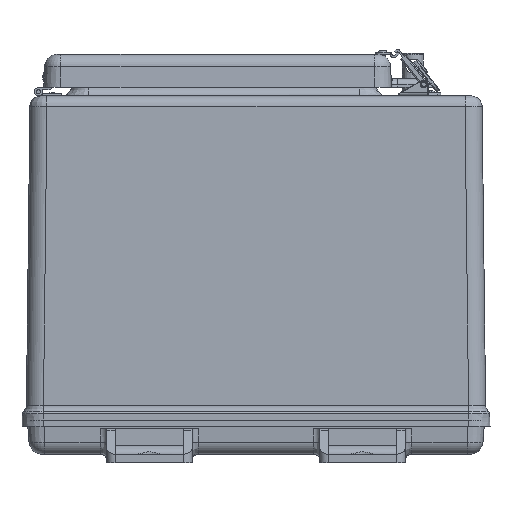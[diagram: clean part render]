
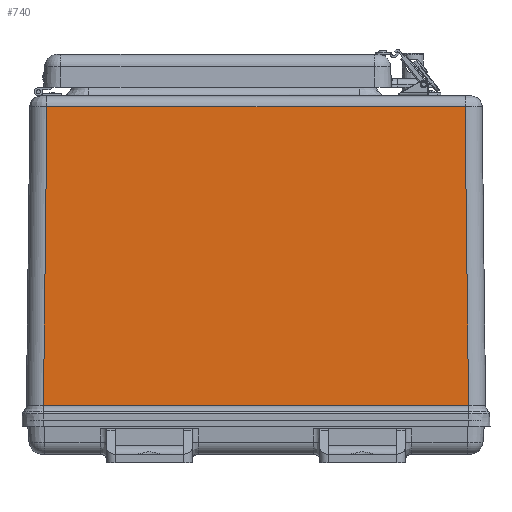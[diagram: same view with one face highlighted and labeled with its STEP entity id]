
A CAD part, front view. The second image highlights one B-rep face of the part: STEP entity #740.
In plain terms, the highlighted planar face has unit normal (0, -1, 0.012).
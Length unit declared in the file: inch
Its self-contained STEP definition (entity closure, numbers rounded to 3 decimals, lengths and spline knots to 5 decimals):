
#219 = EDGE_CURVE ( 'NONE', #31829, #58552, #8685, .T. ) ;
#740 = ADVANCED_FACE ( 'NONE', ( #64933 ), #10960, .T. ) ;
#1934 = VECTOR ( 'NONE', #54399, 39.37008 ) ;
#2281 = ORIENTED_EDGE ( 'NONE', *, *, #57306, .T. ) ;
#3639 = CARTESIAN_POINT ( 'NONE',  ( 6.22962, -12.29064, 0.07338 ) ) ;
#4523 = EDGE_CURVE ( 'NONE', #5782, #31829, #47659, .T. ) ;
#4700 = DIRECTION ( 'NONE',  ( 0., -0.012, -1. ) ) ;
#4847 = VECTOR ( 'NONE', #64138, 39.37008 ) ;
#5782 = VERTEX_POINT ( 'NONE', #42944 ) ;
#8685 = LINE ( 'NONE', #54166, #1934 ) ;
#9433 = LINE ( 'NONE', #3639, #14455 ) ;
#9848 = LINE ( 'NONE', #46037, #19902 ) ;
#10255 = CARTESIAN_POINT ( 'NONE',  ( -6.73045, -12.2915, 0. ) ) ;
#10404 = CARTESIAN_POINT ( 'NONE',  ( 6.23046, -12.29155, -0.00425 ) ) ;
#10960 = PLANE ( 'NONE',  #32041 ) ;
#12756 = VERTEX_POINT ( 'NONE', #36215 ) ;
#14455 = VECTOR ( 'NONE', #46120, 39.37008 ) ;
#16066 = ORIENTED_EDGE ( 'NONE', *, *, #58831, .F. ) ;
#19902 = VECTOR ( 'NONE', #51460, 39.37008 ) ;
#20713 = CARTESIAN_POINT ( 'NONE',  ( 6.23046, -12.2916, -0.0085 ) ) ;
#26609 = CARTESIAN_POINT ( 'NONE',  ( -6.73045, -12.1884, 8.75131 ) ) ;
#27662 = ORIENTED_EDGE ( 'NONE', *, *, #219, .T. ) ;
#27903 = LINE ( 'NONE', #28744, #61483 ) ;
#28744 = CARTESIAN_POINT ( 'NONE',  ( -6.73045, -12.2916, -0.0085 ) ) ;
#29013 = EDGE_CURVE ( 'NONE', #12756, #43586, #62812, .T. ) ;
#31829 = VERTEX_POINT ( 'NONE', #50609 ) ;
#32041 = AXIS2_PLACEMENT_3D ( 'NONE', #10255, #64180, #42595 ) ;
#32751 = ORIENTED_EDGE ( 'NONE', *, *, #29013, .F. ) ;
#35684 = DIRECTION ( 'NONE',  ( 1., 0., 0. ) ) ;
#36215 = CARTESIAN_POINT ( 'NONE',  ( 6.23047, -12.2915, 0. ) ) ;
#41365 = ORIENTED_EDGE ( 'NONE', *, *, #49547, .F. ) ;
#42595 = DIRECTION ( 'NONE',  ( 0., -0.012, -1. ) ) ;
#42944 = CARTESIAN_POINT ( 'NONE',  ( 6.12738, -12.1884, 8.75131 ) ) ;
#43586 = VERTEX_POINT ( 'NONE', #20713 ) ;
#46037 = CARTESIAN_POINT ( 'NONE',  ( -6.23046, -12.29155, -0.00425 ) ) ;
#46120 = DIRECTION ( 'NONE',  ( 0.012, -0.012, -1. ) ) ;
#47659 = LINE ( 'NONE', #26609, #4847 ) ;
#48517 = VECTOR ( 'NONE', #4700, 39.37008 ) ;
#48571 = CARTESIAN_POINT ( 'NONE',  ( -6.23046, -12.2916, -0.0085 ) ) ;
#49220 = ORIENTED_EDGE ( 'NONE', *, *, #4523, .T. ) ;
#49547 = EDGE_CURVE ( 'NONE', #5782, #12756, #9433, .T. ) ;
#50609 = CARTESIAN_POINT ( 'NONE',  ( -6.12738, -12.1884, 8.75131 ) ) ;
#51460 = DIRECTION ( 'NONE',  ( 0., 0.012, 1. ) ) ;
#54166 = CARTESIAN_POINT ( 'NONE',  ( -6.12738, -12.1884, 8.75131 ) ) ;
#54399 = DIRECTION ( 'NONE',  ( -0.012, -0.012, -1. ) ) ;
#57306 = EDGE_CURVE ( 'NONE', #57551, #43586, #27903, .T. ) ;
#57551 = VERTEX_POINT ( 'NONE', #48571 ) ;
#58552 = VERTEX_POINT ( 'NONE', #62770 ) ;
#58831 = EDGE_CURVE ( 'NONE', #57551, #58552, #9848, .T. ) ;
#61483 = VECTOR ( 'NONE', #35684, 39.37008 ) ;
#62770 = CARTESIAN_POINT ( 'NONE',  ( -6.23047, -12.2915, 0. ) ) ;
#62812 = LINE ( 'NONE', #10404, #48517 ) ;
#64138 = DIRECTION ( 'NONE',  ( -1., 0., 0. ) ) ;
#64180 = DIRECTION ( 'NONE',  ( 0., -1., 0.012 ) ) ;
#64933 = FACE_OUTER_BOUND ( 'NONE', #69076, .T. ) ;
#69076 = EDGE_LOOP ( 'NONE', ( #27662, #16066, #2281, #32751, #41365, #49220 ) ) ;
